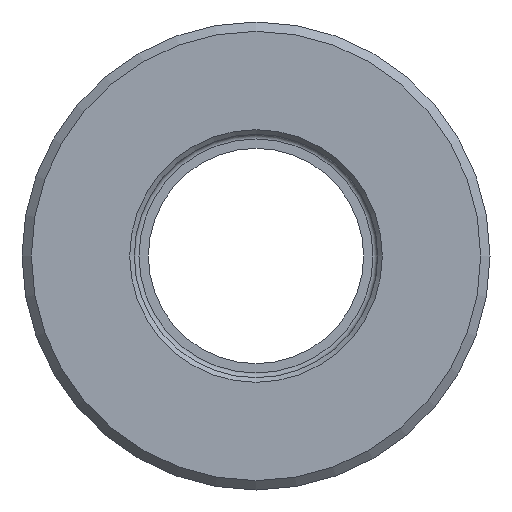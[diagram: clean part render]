
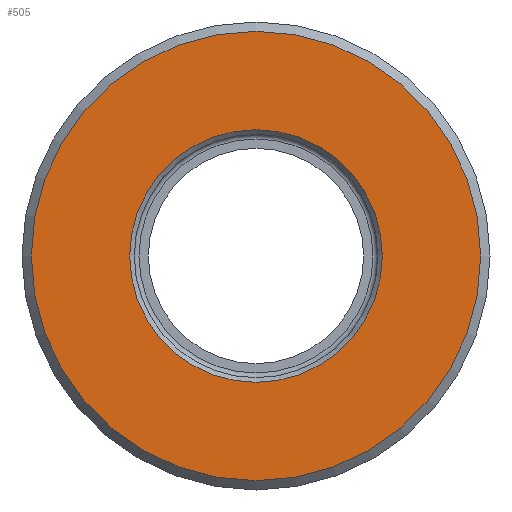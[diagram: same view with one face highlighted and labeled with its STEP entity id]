
A CAD part, left-side view. The second image highlights one B-rep face of the part: STEP entity #505.
In plain terms, the highlighted planar face has unit normal (-1, 0, 0).
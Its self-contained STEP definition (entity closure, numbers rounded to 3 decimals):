
#84=FACE_BOUND('',#143,.T.);
#101=FACE_OUTER_BOUND('',#142,.T.);
#142=EDGE_LOOP('',(#373));
#143=EDGE_LOOP('',(#374));
#191=CIRCLE('',#576,27.);
#192=CIRCLE('',#578,48.);
#240=VERTEX_POINT('',#875);
#241=VERTEX_POINT('',#879);
#289=EDGE_CURVE('',#240,#240,#191,.T.);
#290=EDGE_CURVE('',#241,#241,#192,.T.);
#373=ORIENTED_EDGE('',*,*,#290,.F.);
#374=ORIENTED_EDGE('',*,*,#289,.T.);
#488=PLANE('',#577);
#505=ADVANCED_FACE('',(#101,#84),#488,.T.);
#576=AXIS2_PLACEMENT_3D('',#877,#688,#689);
#577=AXIS2_PLACEMENT_3D('',#878,#690,#691);
#578=AXIS2_PLACEMENT_3D('',#880,#692,#693);
#688=DIRECTION('center_axis',(1.,0.,0.));
#689=DIRECTION('ref_axis',(0.,0.,-1.));
#690=DIRECTION('center_axis',(-1.,0.,0.));
#691=DIRECTION('ref_axis',(0.,0.,1.));
#692=DIRECTION('center_axis',(1.,0.,0.));
#693=DIRECTION('ref_axis',(0.,0.,-1.));
#875=CARTESIAN_POINT('',(-42.,-27.,0.));
#877=CARTESIAN_POINT('Origin',(-42.,0.,0.));
#878=CARTESIAN_POINT('Origin',(-42.,48.,0.));
#879=CARTESIAN_POINT('',(-42.,-48.,0.));
#880=CARTESIAN_POINT('Origin',(-42.,0.,0.));
